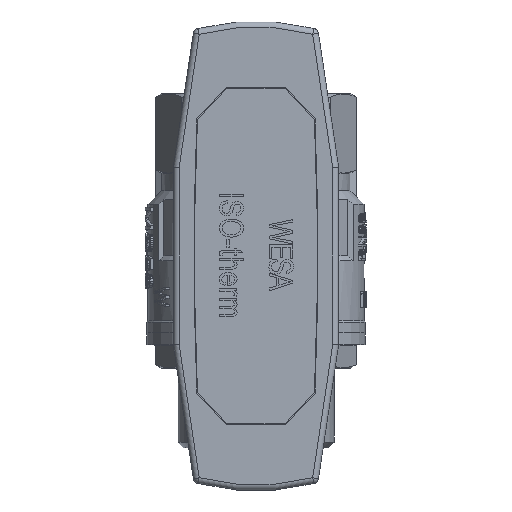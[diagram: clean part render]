
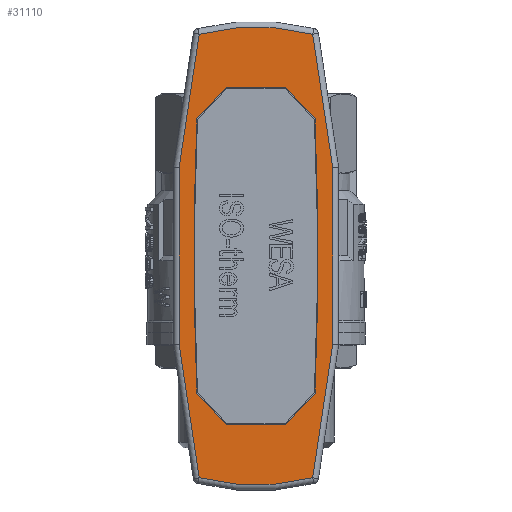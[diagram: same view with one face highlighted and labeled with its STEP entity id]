
A CAD part, left-side view. The second image highlights one B-rep face of the part: STEP entity #31110.
In plain terms, the highlighted face is planar.
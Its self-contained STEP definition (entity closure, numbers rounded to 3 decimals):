
#1929=CIRCLE('',#41208,38.75);
#1931=CIRCLE('',#41211,38.75);
#1932=CIRCLE('',#41212,538.206);
#1933=CIRCLE('',#41213,538.206);
#5296=ORIENTED_EDGE('',*,*,#13431,.F.);
#5297=ORIENTED_EDGE('',*,*,#13432,.F.);
#5298=ORIENTED_EDGE('',*,*,#13433,.T.);
#5299=ORIENTED_EDGE('',*,*,#13434,.T.);
#5300=ORIENTED_EDGE('',*,*,#13360,.T.);
#5301=ORIENTED_EDGE('',*,*,#13435,.T.);
#5302=ORIENTED_EDGE('',*,*,#13429,.T.);
#5303=ORIENTED_EDGE('',*,*,#13389,.F.);
#5304=ORIENTED_EDGE('',*,*,#13436,.T.);
#5305=ORIENTED_EDGE('',*,*,#13437,.F.);
#5306=ORIENTED_EDGE('',*,*,#13438,.F.);
#5307=ORIENTED_EDGE('',*,*,#13439,.F.);
#5308=ORIENTED_EDGE('',*,*,#13440,.F.);
#5309=ORIENTED_EDGE('',*,*,#13441,.F.);
#5310=ORIENTED_EDGE('',*,*,#13442,.F.);
#5311=ORIENTED_EDGE('',*,*,#13443,.F.);
#13360=EDGE_CURVE('',#17676,#17677,#21193,.T.);
#13389=EDGE_CURVE('',#17698,#17682,#21211,.T.);
#13429=EDGE_CURVE('',#17685,#17682,#1929,.T.);
#13431=EDGE_CURVE('',#17721,#17698,#21243,.T.);
#13432=EDGE_CURVE('',#17722,#17721,#21244,.T.);
#13433=EDGE_CURVE('',#17722,#17723,#1931,.T.);
#13434=EDGE_CURVE('',#17723,#17676,#21245,.T.);
#13435=EDGE_CURVE('',#17677,#17685,#21246,.T.);
#13436=EDGE_CURVE('',#17724,#17725,#1932,.T.);
#13437=EDGE_CURVE('',#17726,#17725,#21247,.T.);
#13438=EDGE_CURVE('',#17727,#17726,#21248,.T.);
#13439=EDGE_CURVE('',#17728,#17727,#21249,.T.);
#13440=EDGE_CURVE('',#17729,#17728,#1933,.T.);
#13441=EDGE_CURVE('',#17730,#17729,#21250,.T.);
#13442=EDGE_CURVE('',#17731,#17730,#21251,.T.);
#13443=EDGE_CURVE('',#17724,#17731,#21252,.T.);
#17676=VERTEX_POINT('',#57534);
#17677=VERTEX_POINT('',#57535);
#17682=VERTEX_POINT('',#57546);
#17685=VERTEX_POINT('',#57553);
#17698=VERTEX_POINT('',#57592);
#17721=VERTEX_POINT('',#57674);
#17722=VERTEX_POINT('',#57676);
#17723=VERTEX_POINT('',#57678);
#17724=VERTEX_POINT('',#57682);
#17725=VERTEX_POINT('',#57683);
#17726=VERTEX_POINT('',#57685);
#17727=VERTEX_POINT('',#57687);
#17728=VERTEX_POINT('',#57689);
#17729=VERTEX_POINT('',#57691);
#17730=VERTEX_POINT('',#57693);
#17731=VERTEX_POINT('',#57695);
#21193=LINE('',#57533,#23834);
#21211=LINE('',#57591,#23852);
#21243=LINE('',#57673,#23884);
#21244=LINE('',#57675,#23885);
#21245=LINE('',#57679,#23886);
#21246=LINE('',#57680,#23887);
#21247=LINE('',#57684,#23888);
#21248=LINE('',#57686,#23889);
#21249=LINE('',#57688,#23890);
#21250=LINE('',#57692,#23891);
#21251=LINE('',#57694,#23892);
#21252=LINE('',#57696,#23893);
#23834=VECTOR('',#46841,1000.);
#23852=VECTOR('',#46895,1000.);
#23884=VECTOR('',#46981,1000.);
#23885=VECTOR('',#46982,1000.);
#23886=VECTOR('',#46985,1000.);
#23887=VECTOR('',#46986,1000.);
#23888=VECTOR('',#46989,1000.);
#23889=VECTOR('',#46990,1000.);
#23890=VECTOR('',#46991,1000.);
#23891=VECTOR('',#46994,1000.);
#23892=VECTOR('',#46995,1000.);
#23893=VECTOR('',#46996,1000.);
#25760=EDGE_LOOP('',(#5296,#5297,#5298,#5299,#5300,#5301,#5302,#5303));
#25761=EDGE_LOOP('',(#5304,#5305,#5306,#5307,#5308,#5309,#5310,#5311));
#27682=FACE_BOUND('',#25760,.T.);
#27683=FACE_BOUND('',#25761,.T.);
#29532=PLANE('',#41210);
#31110=ADVANCED_FACE('',(#27682,#27683),#29532,.T.);
#41208=AXIS2_PLACEMENT_3D('',#57670,#46975,#46976);
#41210=AXIS2_PLACEMENT_3D('',#57672,#46979,#46980);
#41211=AXIS2_PLACEMENT_3D('',#57677,#46983,#46984);
#41212=AXIS2_PLACEMENT_3D('',#57681,#46987,#46988);
#41213=AXIS2_PLACEMENT_3D('',#57690,#46992,#46993);
#46841=DIRECTION('',(1.,0.,0.));
#46895=DIRECTION('',(0.989,-0.148,0.));
#46975=DIRECTION('',(0.,0.,1.));
#46976=DIRECTION('',(1.,0.,0.));
#46979=DIRECTION('',(0.,0.,1.));
#46980=DIRECTION('',(1.,0.,0.));
#46981=DIRECTION('',(1.,0.,0.));
#46982=DIRECTION('',(0.989,0.148,0.));
#46983=DIRECTION('',(0.,0.,1.));
#46984=DIRECTION('',(1.,0.,0.));
#46985=DIRECTION('',(0.989,-0.148,0.));
#46986=DIRECTION('',(0.989,0.148,0.));
#46987=DIRECTION('',(0.,0.,-1.));
#46988=DIRECTION('',(1.,0.,0.));
#46989=DIRECTION('',(0.728,-0.686,0.));
#46990=DIRECTION('',(0.,-1.,0.));
#46991=DIRECTION('',(-0.728,-0.686,0.));
#46992=DIRECTION('',(0.,0.,1.));
#46993=DIRECTION('',(1.,0.,0.));
#46994=DIRECTION('',(-0.728,0.686,0.));
#46995=DIRECTION('',(0.,1.,0.));
#46996=DIRECTION('',(0.728,0.686,0.));
#57533=CARTESIAN_POINT('',(-15.,-13.,48.));
#57534=CARTESIAN_POINT('',(-14.925,-13.,48.));
#57535=CARTESIAN_POINT('',(14.925,-13.,48.));
#57546=CARTESIAN_POINT('',(37.54,9.609,48.));
#57553=CARTESIAN_POINT('',(37.54,-9.609,48.));
#57591=CARTESIAN_POINT('',(4.164,14.614,48.));
#57592=CARTESIAN_POINT('',(14.925,13.,48.));
#57670=CARTESIAN_POINT('',(0.,0.,48.));
#57672=CARTESIAN_POINT('',(4.164,7.588,48.));
#57673=CARTESIAN_POINT('',(4.164,13.,48.));
#57674=CARTESIAN_POINT('',(-14.925,13.,48.));
#57675=CARTESIAN_POINT('',(4.164,15.863,48.));
#57676=CARTESIAN_POINT('',(-37.54,9.609,48.));
#57677=CARTESIAN_POINT('',(0.,0.,48.));
#57678=CARTESIAN_POINT('',(-37.54,-9.609,48.));
#57679=CARTESIAN_POINT('',(4.164,-15.863,48.));
#57680=CARTESIAN_POINT('',(4.164,-14.614,48.));
#57681=CARTESIAN_POINT('',(0.,527.706,48.));
#57682=CARTESIAN_POINT('',(23.194,-10.,48.));
#57683=CARTESIAN_POINT('',(-23.194,-10.,48.));
#57684=CARTESIAN_POINT('',(0.,-31.856,48.));
#57685=CARTESIAN_POINT('',(-28.5,-5.,48.));
#57686=CARTESIAN_POINT('',(-28.5,0.,48.));
#57687=CARTESIAN_POINT('',(-28.5,5.,48.));
#57688=CARTESIAN_POINT('',(0.,31.856,48.));
#57689=CARTESIAN_POINT('',(-23.194,10.,48.));
#57690=CARTESIAN_POINT('',(0.,-527.706,48.));
#57691=CARTESIAN_POINT('',(23.194,10.,48.));
#57692=CARTESIAN_POINT('',(0.,31.856,48.));
#57693=CARTESIAN_POINT('',(28.5,5.,48.));
#57694=CARTESIAN_POINT('',(28.5,0.,48.));
#57695=CARTESIAN_POINT('',(28.5,-5.,48.));
#57696=CARTESIAN_POINT('',(0.,-31.856,48.));
